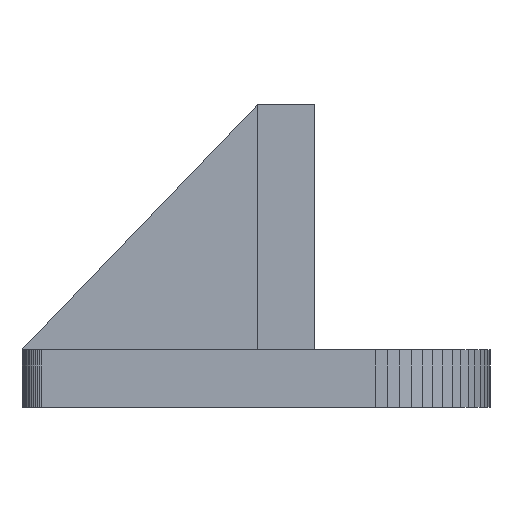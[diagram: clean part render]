
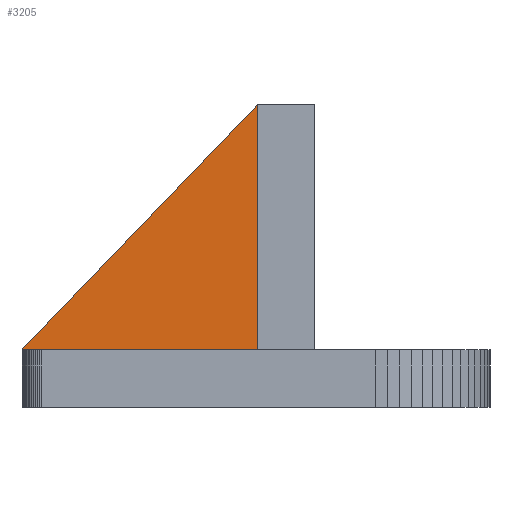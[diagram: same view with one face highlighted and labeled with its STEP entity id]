
A CAD part, front view. The second image highlights one B-rep face of the part: STEP entity #3205.
In plain terms, the highlighted planar face has unit normal (0, -1, 0).
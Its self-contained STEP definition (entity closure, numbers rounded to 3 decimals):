
#70 = PLANE('',#71);
#71 = AXIS2_PLACEMENT_3D('',#72,#73,#74);
#72 = CARTESIAN_POINT('',(-23.,0.,1.25));
#73 = DIRECTION('',(-0.72,0.,0.694));
#74 = DIRECTION('',(-0.694,0.,-0.72));
#3102 = VERTEX_POINT('',#3103);
#3103 = CARTESIAN_POINT('',(-7.5,-3.75,17.35));
#3140 = PLANE('',#3141);
#3141 = AXIS2_PLACEMENT_3D('',#3142,#3143,#3144);
#3142 = CARTESIAN_POINT('',(-7.5,-8.625,1.25));
#3143 = DIRECTION('',(-1.,-0.,-0.));
#3144 = DIRECTION('',(0.,0.,-1.));
#3205 = ADVANCED_FACE('',(#3206),#3218,.T.);
#3206 = FACE_BOUND('',#3207,.T.);
#3207 = EDGE_LOOP('',(#3208,#3236,#3263));
#3208 = ORIENTED_EDGE('',*,*,#3209,.T.);
#3209 = EDGE_CURVE('',#3102,#3210,#3212,.T.);
#3210 = VERTEX_POINT('',#3211);
#3211 = CARTESIAN_POINT('',(-38.5,-3.75,-14.85));
#3212 = SURFACE_CURVE('',#3213,(#3217,#3229),.PCURVE_S1.);
#3213 = LINE('',#3214,#3215);
#3214 = CARTESIAN_POINT('',(-7.5,-3.75,17.35));
#3215 = VECTOR('',#3216,1.);
#3216 = DIRECTION('',(-0.694,0.,-0.72));
#3217 = PCURVE('',#3218,#3223);
#3218 = PLANE('',#3219);
#3219 = AXIS2_PLACEMENT_3D('',#3220,#3221,#3222);
#3220 = CARTESIAN_POINT('',(-18.374,-3.75,-3.376));
#3221 = DIRECTION('',(0.,-1.,0.));
#3222 = DIRECTION('',(-1.,0.,0.));
#3223 = DEFINITIONAL_REPRESENTATION('',(#3224),#3228);
#3224 = LINE('',#3225,#3226);
#3225 = CARTESIAN_POINT('',(-10.874,-20.726));
#3226 = VECTOR('',#3227,1.);
#3227 = DIRECTION('',(0.694,0.72));
#3228 = ( GEOMETRIC_REPRESENTATION_CONTEXT(2) 
PARAMETRIC_REPRESENTATION_CONTEXT() REPRESENTATION_CONTEXT('2D SPACE',''
  ) );
#3229 = PCURVE('',#70,#3230);
#3230 = DEFINITIONAL_REPRESENTATION('',(#3231),#3235);
#3231 = LINE('',#3232,#3233);
#3232 = CARTESIAN_POINT('',(-22.349,3.75));
#3233 = VECTOR('',#3234,1.);
#3234 = DIRECTION('',(1.,0.));
#3235 = ( GEOMETRIC_REPRESENTATION_CONTEXT(2) 
PARAMETRIC_REPRESENTATION_CONTEXT() REPRESENTATION_CONTEXT('2D SPACE',''
  ) );
#3236 = ORIENTED_EDGE('',*,*,#3237,.F.);
#3237 = EDGE_CURVE('',#3238,#3210,#3240,.T.);
#3238 = VERTEX_POINT('',#3239);
#3239 = CARTESIAN_POINT('',(-7.5,-3.75,-14.85));
#3240 = SURFACE_CURVE('',#3241,(#3245,#3251),.PCURVE_S1.);
#3241 = LINE('',#3242,#3243);
#3242 = CARTESIAN_POINT('',(-7.5,-3.75,-14.85));
#3243 = VECTOR('',#3244,1.);
#3244 = DIRECTION('',(-1.,0.,0.));
#3245 = PCURVE('',#3218,#3246);
#3246 = DEFINITIONAL_REPRESENTATION('',(#3247),#3250);
#3247 = B_SPLINE_CURVE_WITH_KNOTS('',1,(#3248,#3249),.UNSPECIFIED.,.F.,
  .F.,(2,2),(0.,31.),.PIECEWISE_BEZIER_KNOTS.);
#3248 = CARTESIAN_POINT('',(-10.874,11.474));
#3249 = CARTESIAN_POINT('',(20.126,11.474));
#3250 = ( GEOMETRIC_REPRESENTATION_CONTEXT(2) 
PARAMETRIC_REPRESENTATION_CONTEXT() REPRESENTATION_CONTEXT('2D SPACE',''
  ) );
#3251 = PCURVE('',#3252,#3257);
#3252 = PLANE('',#3253);
#3253 = AXIS2_PLACEMENT_3D('',#3254,#3255,#3256);
#3254 = CARTESIAN_POINT('',(-13.574,-26.061,
    -14.85));
#3255 = DIRECTION('',(0.,0.,1.));
#3256 = DIRECTION('',(0.,1.,0.));
#3257 = DEFINITIONAL_REPRESENTATION('',(#3258),#3262);
#3258 = LINE('',#3259,#3260);
#3259 = CARTESIAN_POINT('',(22.311,-6.074));
#3260 = VECTOR('',#3261,1.);
#3261 = DIRECTION('',(0.,1.));
#3262 = ( GEOMETRIC_REPRESENTATION_CONTEXT(2) 
PARAMETRIC_REPRESENTATION_CONTEXT() REPRESENTATION_CONTEXT('2D SPACE',''
  ) );
#3263 = ORIENTED_EDGE('',*,*,#3264,.F.);
#3264 = EDGE_CURVE('',#3102,#3238,#3265,.T.);
#3265 = SURFACE_CURVE('',#3266,(#3270,#3276),.PCURVE_S1.);
#3266 = LINE('',#3267,#3268);
#3267 = CARTESIAN_POINT('',(-7.5,-3.75,17.35));
#3268 = VECTOR('',#3269,1.);
#3269 = DIRECTION('',(0.,0.,-1.));
#3270 = PCURVE('',#3218,#3271);
#3271 = DEFINITIONAL_REPRESENTATION('',(#3272),#3275);
#3272 = B_SPLINE_CURVE_WITH_KNOTS('',1,(#3273,#3274),.UNSPECIFIED.,.F.,
  .F.,(2,2),(0.,32.2),.PIECEWISE_BEZIER_KNOTS.);
#3273 = CARTESIAN_POINT('',(-10.874,-20.726));
#3274 = CARTESIAN_POINT('',(-10.874,11.474));
#3275 = ( GEOMETRIC_REPRESENTATION_CONTEXT(2) 
PARAMETRIC_REPRESENTATION_CONTEXT() REPRESENTATION_CONTEXT('2D SPACE',''
  ) );
#3276 = PCURVE('',#3140,#3277);
#3277 = DEFINITIONAL_REPRESENTATION('',(#3278),#3282);
#3278 = LINE('',#3279,#3280);
#3279 = CARTESIAN_POINT('',(-16.1,-4.875));
#3280 = VECTOR('',#3281,1.);
#3281 = DIRECTION('',(1.,0.));
#3282 = ( GEOMETRIC_REPRESENTATION_CONTEXT(2) 
PARAMETRIC_REPRESENTATION_CONTEXT() REPRESENTATION_CONTEXT('2D SPACE',''
  ) );
